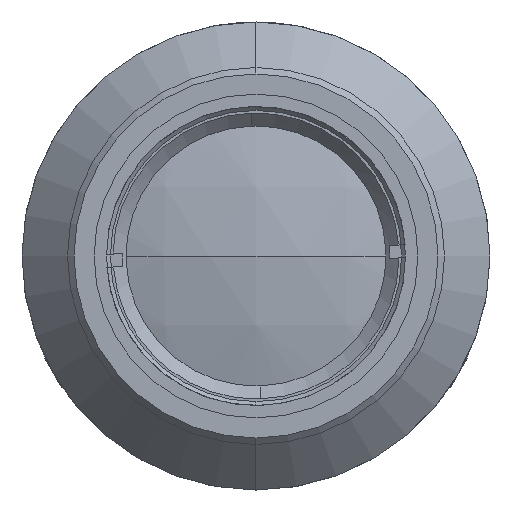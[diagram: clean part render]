
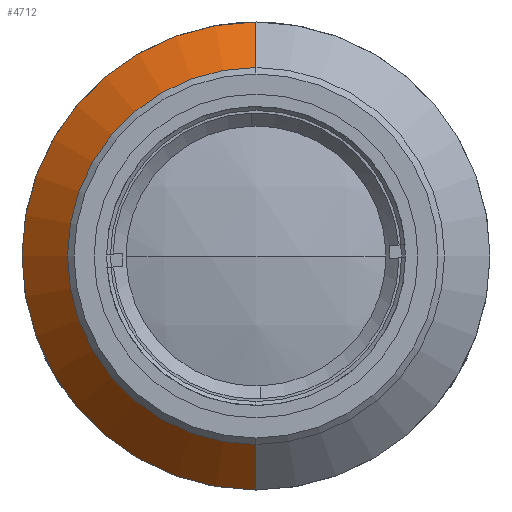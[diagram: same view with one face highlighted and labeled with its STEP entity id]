
A CAD part, left-side view. The second image highlights one B-rep face of the part: STEP entity #4712.
In plain terms, the highlighted conical face has half-angle 45 degrees and reference radius 18 mm.
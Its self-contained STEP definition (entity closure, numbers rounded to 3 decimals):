
#58 = DIRECTION ( 'NONE',  ( 1., 0., 0. ) ) ;
#63 = LINE ( 'NONE', #1572, #4459 ) ;
#164 = EDGE_CURVE ( 'NONE', #2134, #4797, #1198, .T. ) ;
#225 = EDGE_CURVE ( 'NONE', #2658, #2724, #63, .T. ) ;
#426 = DIRECTION ( 'NONE',  ( 0., 0., 1. ) ) ;
#581 = CIRCLE ( 'NONE', #2167, 14.5 ) ;
#831 = DIRECTION ( 'NONE',  ( 0.707, 0., 0.707 ) ) ;
#974 = CARTESIAN_POINT ( 'NONE',  ( 19.999, 0., -14.5 ) ) ;
#1057 = VECTOR ( 'NONE', #831, 1000. ) ;
#1198 = LINE ( 'NONE', #4266, #1057 ) ;
#1572 = CARTESIAN_POINT ( 'NONE',  ( 23.499, 0., -18. ) ) ;
#1619 = CARTESIAN_POINT ( 'NONE',  ( 23.499, 0., 18. ) ) ;
#1846 = CARTESIAN_POINT ( 'NONE',  ( 23.499, 0., 0. ) ) ;
#1938 = FACE_OUTER_BOUND ( 'NONE', #3738, .T. ) ;
#2134 = VERTEX_POINT ( 'NONE', #3097 ) ;
#2167 = AXIS2_PLACEMENT_3D ( 'NONE', #4207, #3418, #426 ) ;
#2200 = ORIENTED_EDGE ( 'NONE', *, *, #4122, .F. ) ;
#2346 = CONICAL_SURFACE ( 'NONE', #2671, 18., 0.785 ) ;
#2363 = ORIENTED_EDGE ( 'NONE', *, *, #164, .T. ) ;
#2601 = DIRECTION ( 'NONE',  ( -1., 0., 0. ) ) ;
#2658 = VERTEX_POINT ( 'NONE', #974 ) ;
#2671 = AXIS2_PLACEMENT_3D ( 'NONE', #3821, #58, #3889 ) ;
#2724 = VERTEX_POINT ( 'NONE', #4370 ) ;
#2793 = EDGE_CURVE ( 'NONE', #4797, #2724, #3078, .T. ) ;
#3078 = CIRCLE ( 'NONE', #3555, 18. ) ;
#3097 = CARTESIAN_POINT ( 'NONE',  ( 19.999, 0., 14.5 ) ) ;
#3418 = DIRECTION ( 'NONE',  ( -1., 0., 0. ) ) ;
#3555 = AXIS2_PLACEMENT_3D ( 'NONE', #1846, #2601, #4163 ) ;
#3687 = ORIENTED_EDGE ( 'NONE', *, *, #225, .F. ) ;
#3738 = EDGE_LOOP ( 'NONE', ( #2200, #2363, #4767, #3687 ) ) ;
#3821 = CARTESIAN_POINT ( 'NONE',  ( 23.499, 0., 0. ) ) ;
#3889 = DIRECTION ( 'NONE',  ( 0., 0., -1. ) ) ;
#4122 = EDGE_CURVE ( 'NONE', #2134, #2658, #581, .T. ) ;
#4163 = DIRECTION ( 'NONE',  ( 0., 0., 1. ) ) ;
#4207 = CARTESIAN_POINT ( 'NONE',  ( 19.999, 0., 0. ) ) ;
#4266 = CARTESIAN_POINT ( 'NONE',  ( 23.499, 0., 18. ) ) ;
#4370 = CARTESIAN_POINT ( 'NONE',  ( 23.499, 0., -18. ) ) ;
#4459 = VECTOR ( 'NONE', #4586, 1000. ) ;
#4586 = DIRECTION ( 'NONE',  ( 0.707, 0., -0.707 ) ) ;
#4712 = ADVANCED_FACE ( 'NONE', ( #1938 ), #2346, .T. ) ;
#4767 = ORIENTED_EDGE ( 'NONE', *, *, #2793, .T. ) ;
#4797 = VERTEX_POINT ( 'NONE', #1619 ) ;
